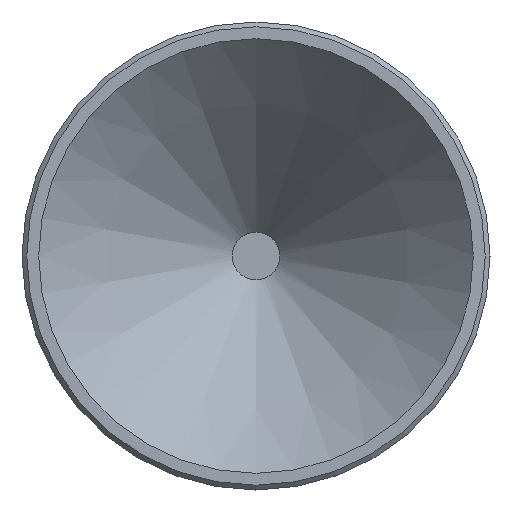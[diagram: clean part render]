
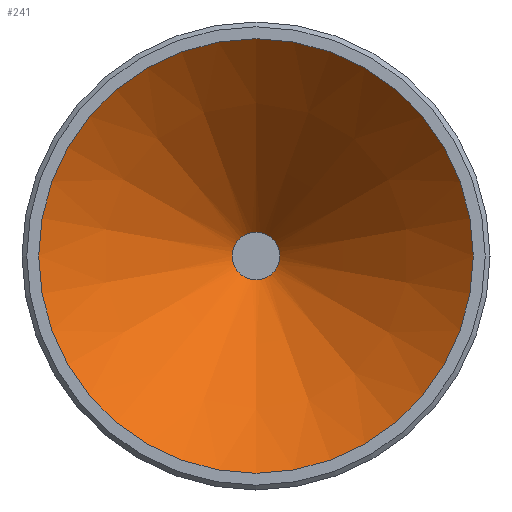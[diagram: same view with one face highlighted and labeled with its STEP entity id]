
A CAD part, left-side view. The second image highlights one B-rep face of the part: STEP entity #241.
In plain terms, the highlighted conical face has half-angle 45 degrees and reference radius 0.127 mm.
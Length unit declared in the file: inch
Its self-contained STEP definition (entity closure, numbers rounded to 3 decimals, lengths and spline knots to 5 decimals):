
#3 = VERTEX_POINT ( 'NONE', #571 ) ;
#19 = DIRECTION ( 'NONE',  ( 0., 0., 1. ) ) ;
#96 = CIRCLE ( 'NONE', #365, 0.005 ) ;
#120 = DIRECTION ( 'NONE',  ( -1., 0., 0. ) ) ;
#139 = CARTESIAN_POINT ( 'NONE',  ( -0.32601, 0., 0. ) ) ;
#203 = ORIENTED_EDGE ( 'NONE', *, *, #277, .T. ) ;
#221 = AXIS2_PLACEMENT_3D ( 'NONE', #255, #120, #19 ) ;
#239 = VERTEX_POINT ( 'NONE', #474 ) ;
#241 = ADVANCED_FACE ( 'NONE', ( #363, #492 ), #420, .F. ) ;
#255 = CARTESIAN_POINT ( 'NONE',  ( -0.32601, 0., 0. ) ) ;
#261 = ORIENTED_EDGE ( 'NONE', *, *, #588, .F. ) ;
#267 = AXIS2_PLACEMENT_3D ( 'NONE', #468, #416, #603 ) ;
#277 = EDGE_CURVE ( 'NONE', #239, #239, #355, .T. ) ;
#354 = EDGE_LOOP ( 'NONE', ( #261 ) ) ;
#355 = CIRCLE ( 'NONE', #267, 0.0455 ) ;
#363 = FACE_OUTER_BOUND ( 'NONE', #439, .T. ) ;
#365 = AXIS2_PLACEMENT_3D ( 'NONE', #139, #471, #562 ) ;
#416 = DIRECTION ( 'NONE',  ( -1., 0., 0. ) ) ;
#420 = CONICAL_SURFACE ( 'NONE', #221, 0.005, 0.785 ) ;
#439 = EDGE_LOOP ( 'NONE', ( #203 ) ) ;
#468 = CARTESIAN_POINT ( 'NONE',  ( -0.36651, 0., 0. ) ) ;
#471 = DIRECTION ( 'NONE',  ( -1., 0., 0. ) ) ;
#474 = CARTESIAN_POINT ( 'NONE',  ( -0.36651, 0., 0.0455 ) ) ;
#492 = FACE_BOUND ( 'NONE', #354, .T. ) ;
#562 = DIRECTION ( 'NONE',  ( 0., 0., 1. ) ) ;
#571 = CARTESIAN_POINT ( 'NONE',  ( -0.32601, 0., 0.005 ) ) ;
#588 = EDGE_CURVE ( 'NONE', #3, #3, #96, .T. ) ;
#603 = DIRECTION ( 'NONE',  ( 0., 0., 1. ) ) ;
